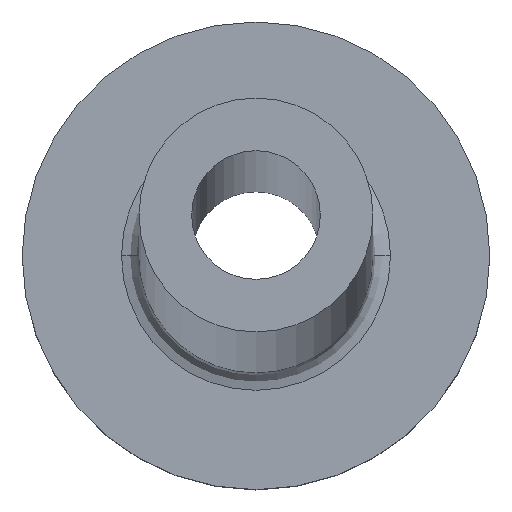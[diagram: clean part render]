
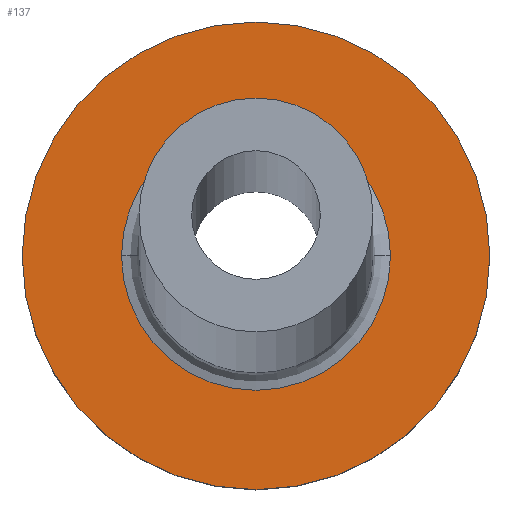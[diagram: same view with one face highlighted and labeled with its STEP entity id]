
A CAD part, top view. The second image highlights one B-rep face of the part: STEP entity #137.
In plain terms, the highlighted planar face has unit normal (0, 0, 1).
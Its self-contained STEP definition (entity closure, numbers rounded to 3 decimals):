
#13 = DIRECTION ( 'NONE',  ( 0., 0., 1. ) ) ;
#16 = DIRECTION ( 'NONE',  ( 1., 0., 0. ) ) ;
#25 = CARTESIAN_POINT ( 'NONE',  ( 0., 0., 3. ) ) ;
#35 = VERTEX_POINT ( 'NONE', #106 ) ;
#38 = AXIS2_PLACEMENT_3D ( 'NONE', #25, #374, #319 ) ;
#47 = PLANE ( 'NONE',  #59 ) ;
#52 = DIRECTION ( 'NONE',  ( 1., 0., 0. ) ) ;
#55 = CARTESIAN_POINT ( 'NONE',  ( 0., 0., 3. ) ) ;
#59 = AXIS2_PLACEMENT_3D ( 'NONE', #111, #258, #107 ) ;
#60 = CARTESIAN_POINT ( 'NONE',  ( 2.3, 0., 3. ) ) ;
#97 = EDGE_CURVE ( 'NONE', #351, #203, #199, .T. ) ;
#106 = CARTESIAN_POINT ( 'NONE',  ( -2.3, 0., 3. ) ) ;
#107 = DIRECTION ( 'NONE',  ( 1., 0., 0. ) ) ;
#108 = CIRCLE ( 'NONE', #150, 2.3 ) ;
#111 = CARTESIAN_POINT ( 'NONE',  ( 0., 0., 3. ) ) ;
#129 = CARTESIAN_POINT ( 'NONE',  ( -4., 0., 3. ) ) ;
#137 = ADVANCED_FACE ( 'NONE', ( #308, #369 ), #47, .T. ) ;
#150 = AXIS2_PLACEMENT_3D ( 'NONE', #55, #318, #174 ) ;
#157 = ORIENTED_EDGE ( 'NONE', *, *, #168, .T. ) ;
#168 = EDGE_CURVE ( 'NONE', #35, #264, #322, .T. ) ;
#174 = DIRECTION ( 'NONE',  ( 1., 0., 0. ) ) ;
#185 = AXIS2_PLACEMENT_3D ( 'NONE', #229, #13, #16 ) ;
#198 = DIRECTION ( 'NONE',  ( 0., 0., -1. ) ) ;
#199 = CIRCLE ( 'NONE', #185, 4. ) ;
#203 = VERTEX_POINT ( 'NONE', #129 ) ;
#204 = CARTESIAN_POINT ( 'NONE',  ( 4., 0., 3. ) ) ;
#229 = CARTESIAN_POINT ( 'NONE',  ( 0., 0., 3. ) ) ;
#232 = EDGE_CURVE ( 'NONE', #264, #35, #108, .T. ) ;
#239 = EDGE_CURVE ( 'NONE', #203, #351, #367, .T. ) ;
#247 = ORIENTED_EDGE ( 'NONE', *, *, #97, .T. ) ;
#258 = DIRECTION ( 'NONE',  ( 0., 0., 1. ) ) ;
#264 = VERTEX_POINT ( 'NONE', #60 ) ;
#265 = AXIS2_PLACEMENT_3D ( 'NONE', #334, #198, #52 ) ;
#308 = FACE_BOUND ( 'NONE', #343, .T. ) ;
#315 = ORIENTED_EDGE ( 'NONE', *, *, #239, .T. ) ;
#318 = DIRECTION ( 'NONE',  ( 0., 0., -1. ) ) ;
#319 = DIRECTION ( 'NONE',  ( 1., 0., 0. ) ) ;
#322 = CIRCLE ( 'NONE', #265, 2.3 ) ;
#334 = CARTESIAN_POINT ( 'NONE',  ( 0., 0., 3. ) ) ;
#343 = EDGE_LOOP ( 'NONE', ( #360, #157 ) ) ;
#348 = EDGE_LOOP ( 'NONE', ( #315, #247 ) ) ;
#351 = VERTEX_POINT ( 'NONE', #204 ) ;
#360 = ORIENTED_EDGE ( 'NONE', *, *, #232, .T. ) ;
#367 = CIRCLE ( 'NONE', #38, 4. ) ;
#369 = FACE_OUTER_BOUND ( 'NONE', #348, .T. ) ;
#374 = DIRECTION ( 'NONE',  ( 0., 0., 1. ) ) ;
